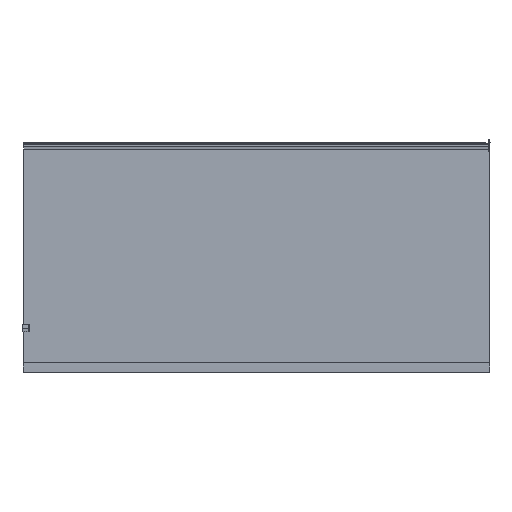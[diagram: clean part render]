
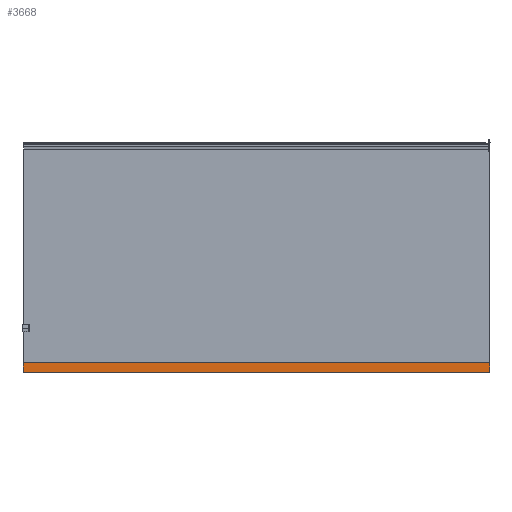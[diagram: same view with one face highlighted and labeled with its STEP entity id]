
A CAD part, left-side view. The second image highlights one B-rep face of the part: STEP entity #3668.
In plain terms, the highlighted cylindrical face has radius 960.746 mm (diameter 1921.49 mm), a partial arc.
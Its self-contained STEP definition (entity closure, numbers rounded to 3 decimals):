
#419 = AXIS2_PLACEMENT_3D ( 'NONE', #9651, #33708, #2968 ) ;
#718 = EDGE_CURVE ( 'NONE', #11575, #12748, #30836, .T. ) ;
#927 = CARTESIAN_POINT ( 'NONE',  ( -4.65, -975., -323.706 ) ) ;
#1443 = DIRECTION ( 'NONE',  ( 0., 1., 0. ) ) ;
#1515 = CARTESIAN_POINT ( 'NONE',  ( 955.897, -975., -304.099 ) ) ;
#1853 = CARTESIAN_POINT ( 'NONE',  ( -4.65, 975.3, -284.49 ) ) ;
#2248 = CARTESIAN_POINT ( 'NONE',  ( 955.897, 975.3, -304.099 ) ) ;
#2804 = VECTOR ( 'NONE', #16072, 1000. ) ;
#2968 = DIRECTION ( 'NONE',  ( 1., 0., 0. ) ) ;
#3054 = CARTESIAN_POINT ( 'NONE',  ( -4.65, -975., -323.706 ) ) ;
#3668 = ADVANCED_FACE ( 'NONE', ( #41074 ), #18637, .T. ) ;
#6969 = AXIS2_PLACEMENT_3D ( 'NONE', #1515, #28579, #18840 ) ;
#7847 = CARTESIAN_POINT ( 'NONE',  ( -4.65, 975.3, -323.706 ) ) ;
#9651 = CARTESIAN_POINT ( 'NONE',  ( 955.897, -975., -304.099 ) ) ;
#11008 = VECTOR ( 'NONE', #1443, 1000. ) ;
#11575 = VERTEX_POINT ( 'NONE', #1853 ) ;
#12748 = VERTEX_POINT ( 'NONE', #7847 ) ;
#14484 = LINE ( 'NONE', #3054, #2804 ) ;
#14816 = ORIENTED_EDGE ( 'NONE', *, *, #37928, .T. ) ;
#15736 = ORIENTED_EDGE ( 'NONE', *, *, #32389, .T. ) ;
#15888 = VERTEX_POINT ( 'NONE', #17956 ) ;
#16072 = DIRECTION ( 'NONE',  ( 0., -1., 0. ) ) ;
#17956 = CARTESIAN_POINT ( 'NONE',  ( -4.65, -975., -284.49 ) ) ;
#18637 = CYLINDRICAL_SURFACE ( 'NONE', #6969, 960.747 ) ;
#18840 = DIRECTION ( 'NONE',  ( 1., 0., 0. ) ) ;
#19820 = EDGE_LOOP ( 'NONE', ( #15736, #27404, #14816, #29225 ) ) ;
#19999 = LINE ( 'NONE', #31918, #11008 ) ;
#20139 = EDGE_CURVE ( 'NONE', #39306, #15888, #22235, .T. ) ;
#22235 = CIRCLE ( 'NONE', #419, 960.747 ) ;
#27404 = ORIENTED_EDGE ( 'NONE', *, *, #20139, .T. ) ;
#28579 = DIRECTION ( 'NONE',  ( 0., -1., 0. ) ) ;
#29225 = ORIENTED_EDGE ( 'NONE', *, *, #718, .T. ) ;
#29458 = DIRECTION ( 'NONE',  ( 0., -1., 0. ) ) ;
#30836 = CIRCLE ( 'NONE', #38399, 960.747 ) ;
#31918 = CARTESIAN_POINT ( 'NONE',  ( -4.65, -975., -284.49 ) ) ;
#32389 = EDGE_CURVE ( 'NONE', #12748, #39306, #14484, .T. ) ;
#33708 = DIRECTION ( 'NONE',  ( 0., 1., 0. ) ) ;
#37928 = EDGE_CURVE ( 'NONE', #15888, #11575, #19999, .T. ) ;
#38399 = AXIS2_PLACEMENT_3D ( 'NONE', #2248, #29458, #43083 ) ;
#39306 = VERTEX_POINT ( 'NONE', #927 ) ;
#41074 = FACE_OUTER_BOUND ( 'NONE', #19820, .T. ) ;
#43083 = DIRECTION ( 'NONE',  ( 1., 0., 0. ) ) ;
